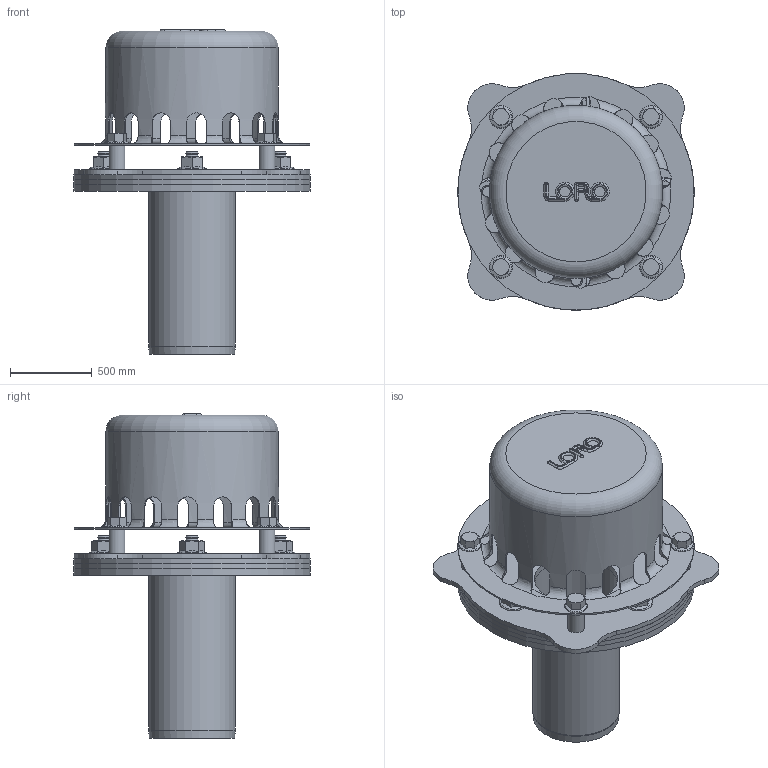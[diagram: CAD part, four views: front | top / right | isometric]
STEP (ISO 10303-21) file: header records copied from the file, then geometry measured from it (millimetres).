
FILE_DESCRIPTION(/* description */ (''),/* implementation_level */ '2;1');
FILE_NAME(/* name */ '21116.050X_3D.stp',/* time_stamp */ '2024-12-12T08:14:38+01:00',/* author */ ('CAD'),/* organization */ (''),/* preprocessor_version */ 'ST-DEVELOPER v20',/* originating_system */ 'AutoCAD Mechanical',/* authorisation */ '');
FILE_SCHEMA (('AUTOMOTIVE_DESIGN { 1 0 10303 214 3 1 1 }'));
Length unit declared in the file: centimetre
Products named in the file (2): Product; *S0
Assembly tree (1 placements, depth 2):
  Product
    *S0
Bounding box: 1450 x 1450 x 1990 mm (x, y, z)
Volume: 238155835.9 mm3; surface area: 22939883.1 mm2
Topology: 22 solids, 22 shells, 545 faces, 1424 edges, 897 vertices
Faces by surface type: cone 210, plane 163, cylinder 105, torus 58, bspline 9
Full cylindrical faces by diameter (mm): 60 x4, 66.47 x4, 80 x8, 100 x16, 510 x2, 530 x1, 710 x3, 1040 x1, 1060 x1, 1450 x4
Entity records: 19559 total; most frequent: CARTESIAN_POINT 6441, ORIENTED_EDGE 2836, DIRECTION 2599, EDGE_CURVE 1418, AXIS2_PLACEMENT_3D 1074, VERTEX_POINT 897, EDGE_LOOP 613, FACE_OUTER_BOUND 545
